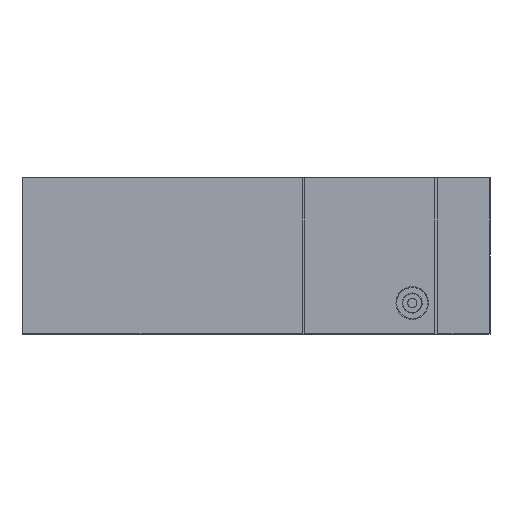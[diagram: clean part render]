
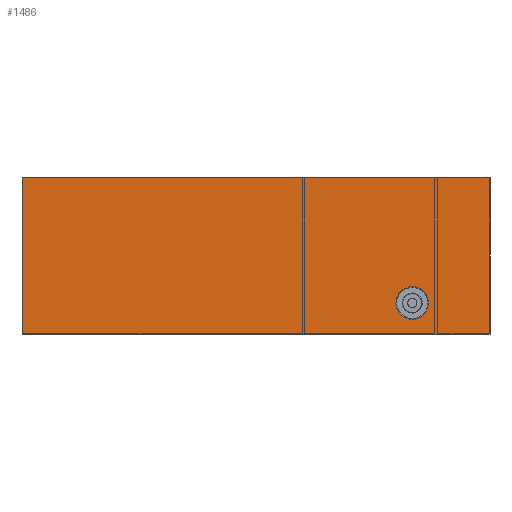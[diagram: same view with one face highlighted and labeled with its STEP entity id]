
A CAD part, left-side view. The second image highlights one B-rep face of the part: STEP entity #1486.
In plain terms, the highlighted planar face has unit normal (-1, 0, 0).
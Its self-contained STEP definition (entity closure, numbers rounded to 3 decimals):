
#5 = CIRCLE ( 'NONE', #307, 10.5 ) ;
#40 = DIRECTION ( 'NONE',  ( 0., 0., 1. ) ) ;
#88 = CARTESIAN_POINT ( 'NONE',  ( -0.5, 0., 100. ) ) ;
#132 = CARTESIAN_POINT ( 'NONE',  ( -0.5, 300.5, -0.5 ) ) ;
#150 = LINE ( 'NONE', #1010, #2190 ) ;
#202 = EDGE_CURVE ( 'NONE', #2485, #2025, #1767, .T. ) ;
#219 = LINE ( 'NONE', #717, #1262 ) ;
#271 = FACE_OUTER_BOUND ( 'NONE', #2691, .T. ) ;
#274 = ORIENTED_EDGE ( 'NONE', *, *, #2170, .T. ) ;
#307 = AXIS2_PLACEMENT_3D ( 'NONE', #1304, #1092, #1941 ) ;
#316 = DIRECTION ( 'NONE',  ( 0., 0., -1. ) ) ;
#381 = CARTESIAN_POINT ( 'NONE',  ( -0.5, 300.5, 100. ) ) ;
#385 = VERTEX_POINT ( 'NONE', #132 ) ;
#518 = CARTESIAN_POINT ( 'NONE',  ( -0.5, -0.5, 100. ) ) ;
#569 = VERTEX_POINT ( 'NONE', #2197 ) ;
#579 = AXIS2_PLACEMENT_3D ( 'NONE', #1802, #1379, #1341 ) ;
#645 = DIRECTION ( 'NONE',  ( -1., 0., 0. ) ) ;
#717 = CARTESIAN_POINT ( 'NONE',  ( -0.5, 300.5, 100. ) ) ;
#831 = CARTESIAN_POINT ( 'NONE',  ( -0.5, -0.5, 100. ) ) ;
#861 = EDGE_LOOP ( 'NONE', ( #2495, #1820 ) ) ;
#949 = DIRECTION ( 'NONE',  ( 0., -1., 0. ) ) ;
#997 = DIRECTION ( 'NONE',  ( 0., 1., 0. ) ) ;
#1010 = CARTESIAN_POINT ( 'NONE',  ( -0.5, 300.5, -0.5 ) ) ;
#1028 = ORIENTED_EDGE ( 'NONE', *, *, #1676, .F. ) ;
#1056 = CARTESIAN_POINT ( 'NONE',  ( -0.5, 49.5, 19.5 ) ) ;
#1092 = DIRECTION ( 'NONE',  ( -1., 0., 0. ) ) ;
#1150 = FACE_BOUND ( 'NONE', #861, .T. ) ;
#1225 = VECTOR ( 'NONE', #949, 1000. ) ;
#1241 = CARTESIAN_POINT ( 'NONE',  ( -0.5, -0.5, -0.5 ) ) ;
#1262 = VECTOR ( 'NONE', #316, 1000. ) ;
#1304 = CARTESIAN_POINT ( 'NONE',  ( -0.5, 49.5, 19.5 ) ) ;
#1338 = EDGE_CURVE ( 'NONE', #569, #2556, #1833, .T. ) ;
#1341 = DIRECTION ( 'NONE',  ( 0., 0., -1. ) ) ;
#1354 = PLANE ( 'NONE',  #579 ) ;
#1379 = DIRECTION ( 'NONE',  ( 1., 0., 0. ) ) ;
#1407 = EDGE_CURVE ( 'NONE', #2556, #569, #5, .T. ) ;
#1486 = ADVANCED_FACE ( 'NONE', ( #271, #1150 ), #1354, .F. ) ;
#1611 = ORIENTED_EDGE ( 'NONE', *, *, #202, .F. ) ;
#1676 = EDGE_CURVE ( 'NONE', #2025, #385, #150, .T. ) ;
#1767 = LINE ( 'NONE', #518, #2277 ) ;
#1802 = CARTESIAN_POINT ( 'NONE',  ( -0.5, 0., 100. ) ) ;
#1820 = ORIENTED_EDGE ( 'NONE', *, *, #1407, .F. ) ;
#1833 = CIRCLE ( 'NONE', #2358, 10.5 ) ;
#1941 = DIRECTION ( 'NONE',  ( 0., 0., 1. ) ) ;
#2025 = VERTEX_POINT ( 'NONE', #1241 ) ;
#2147 = CARTESIAN_POINT ( 'NONE',  ( -0.5, 49.5, 9. ) ) ;
#2170 = EDGE_CURVE ( 'NONE', #2383, #385, #219, .T. ) ;
#2177 = DIRECTION ( 'NONE',  ( 0., 0., -1. ) ) ;
#2190 = VECTOR ( 'NONE', #997, 1000. ) ;
#2197 = CARTESIAN_POINT ( 'NONE',  ( -0.5, 49.5, 30. ) ) ;
#2277 = VECTOR ( 'NONE', #2177, 1000. ) ;
#2358 = AXIS2_PLACEMENT_3D ( 'NONE', #1056, #645, #40 ) ;
#2365 = ORIENTED_EDGE ( 'NONE', *, *, #2633, .F. ) ;
#2383 = VERTEX_POINT ( 'NONE', #381 ) ;
#2485 = VERTEX_POINT ( 'NONE', #831 ) ;
#2495 = ORIENTED_EDGE ( 'NONE', *, *, #1338, .F. ) ;
#2556 = VERTEX_POINT ( 'NONE', #2147 ) ;
#2626 = LINE ( 'NONE', #88, #1225 ) ;
#2633 = EDGE_CURVE ( 'NONE', #2383, #2485, #2626, .T. ) ;
#2691 = EDGE_LOOP ( 'NONE', ( #1611, #2365, #274, #1028 ) ) ;
